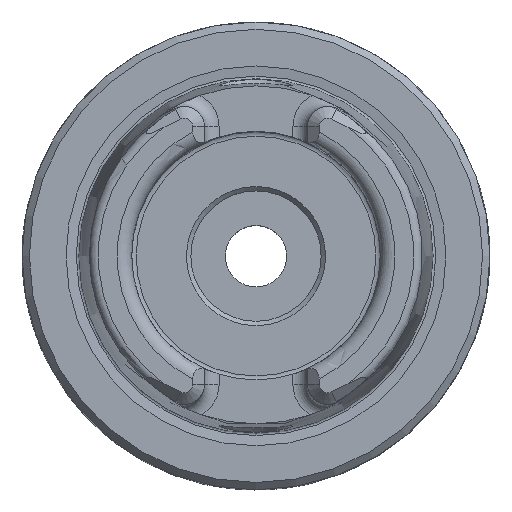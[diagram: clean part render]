
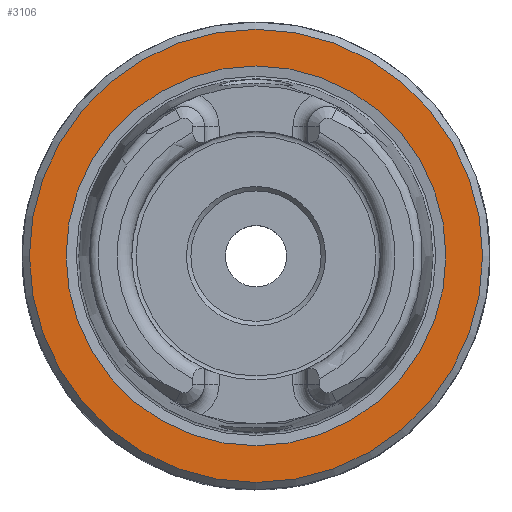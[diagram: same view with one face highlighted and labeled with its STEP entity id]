
A CAD part, top view. The second image highlights one B-rep face of the part: STEP entity #3106.
In plain terms, the highlighted planar face has unit normal (0, 0, 1).
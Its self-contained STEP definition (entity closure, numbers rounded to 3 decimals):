
#351=PLANE('',#3322);
#695=ORIENTED_EDGE('',*,*,#1147,.T.);
#696=ORIENTED_EDGE('',*,*,#1144,.F.);
#1144=EDGE_CURVE('',#1400,#1400,#1573,.T.);
#1147=EDGE_CURVE('',#1403,#1403,#1576,.T.);
#1400=VERTEX_POINT('',#4621);
#1403=VERTEX_POINT('',#4630);
#1573=CIRCLE('',#3317,12.99);
#1576=CIRCLE('',#3323,15.5);
#1734=EDGE_LOOP('',(#695));
#1735=EDGE_LOOP('',(#696));
#1931=FACE_BOUND('',#1734,.T.);
#1932=FACE_BOUND('',#1735,.T.);
#3106=ADVANCED_FACE('',(#1931,#1932),#351,.T.);
#3317=AXIS2_PLACEMENT_3D('',#4620,#3761,#3762);
#3322=AXIS2_PLACEMENT_3D('',#4628,#3771,#3772);
#3323=AXIS2_PLACEMENT_3D('',#4629,#3773,#3774);
#3761=DIRECTION('',(0.,0.,1.));
#3762=DIRECTION('',(1.,0.,0.));
#3771=DIRECTION('',(0.,0.,1.));
#3772=DIRECTION('',(1.,0.,0.));
#3773=DIRECTION('',(0.,0.,1.));
#3774=DIRECTION('',(1.,0.,0.));
#4620=CARTESIAN_POINT('',(0.,0.,0.));
#4621=CARTESIAN_POINT('',(12.99,0.,0.));
#4628=CARTESIAN_POINT('',(12.99,0.,0.));
#4629=CARTESIAN_POINT('',(0.,0.,0.));
#4630=CARTESIAN_POINT('',(15.5,0.,0.));
